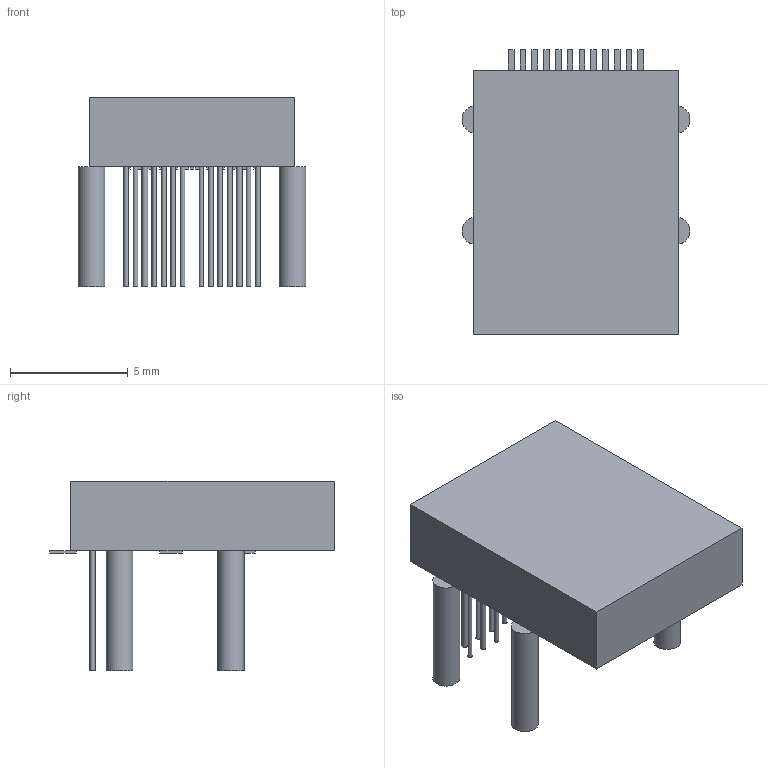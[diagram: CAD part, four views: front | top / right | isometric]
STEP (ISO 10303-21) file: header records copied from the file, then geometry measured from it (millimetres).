
FILE_DESCRIPTION(('FreeCAD Model'),'2;1');
FILE_NAME('8924696.1.4.stp','2020-04-12T10:06:55',( 'Author'),(''),'Open CASCADE STEP processor 6.9','FreeCAD','Unknown' );
FILE_SCHEMA(('AUTOMOTIVE_DESIGN { 1 0 10303 214 1 1 1 1 }'));
Length unit declared in the file: millimetre
Products named in the file (4): ASSEMBLY; Body; Pins; Leads
Assembly tree (20 placements, depth 2):
  ASSEMBLY
    Body
    Pins
    Leads  x18
Bounding box: 9.68 x 12.1 x 8.06 mm (x, y, z)
Volume: 708.5 mm3; surface area: 2640.3 mm2
Topology: 339 solids, 339 shells, 1062 faces, 1152 edges, 768 vertices
Faces by surface type: plane 738, cylinder 324
Full cylindrical faces by diameter (mm): 0.2 x216, 0.25 x36, 1.14 x72
Entity records: 6754 total; most frequent: DIRECTION 1068, CARTESIAN_POINT 1023, LINE 630, VECTOR 630, ORIENTED_EDGE 468, PCURVE 468, DEFINITIONAL_REPRESENTATION 468, EDGE_CURVE 234
